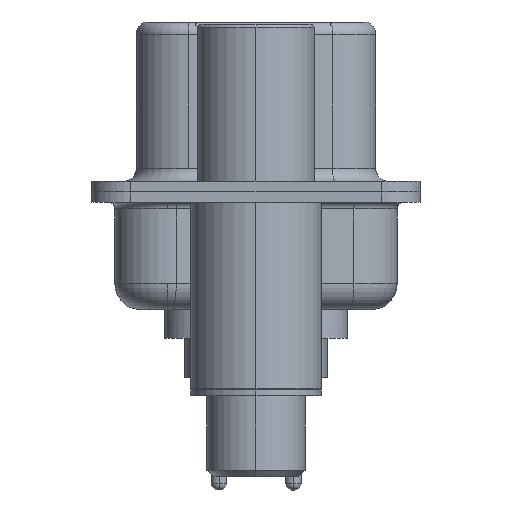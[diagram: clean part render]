
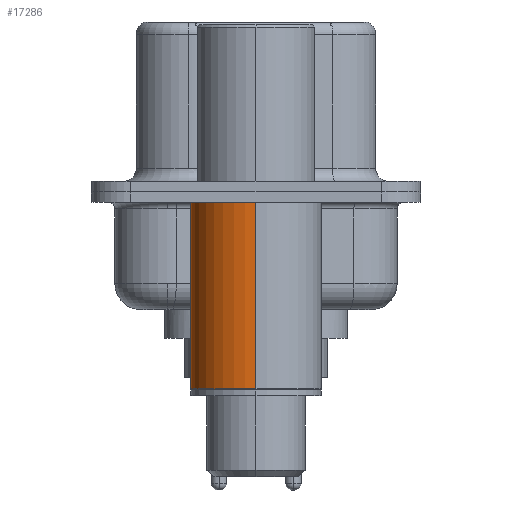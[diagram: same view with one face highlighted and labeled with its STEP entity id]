
A CAD part, left-side view. The second image highlights one B-rep face of the part: STEP entity #17286.
In plain terms, the highlighted cylindrical face has radius 2.5 mm (diameter 5 mm), a partial arc.
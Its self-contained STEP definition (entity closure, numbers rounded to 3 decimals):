
#419 = EDGE_CURVE ( 'NONE', #24431, #21508, #8524, .T. ) ;
#885 = LINE ( 'NONE', #25914, #12714 ) ;
#907 = AXIS2_PLACEMENT_3D ( 'NONE', #10162, #23360, #5735 ) ;
#1565 = LINE ( 'NONE', #4176, #24399 ) ;
#1880 = DIRECTION ( 'NONE',  ( 0., 0., 1. ) ) ;
#4176 = CARTESIAN_POINT ( 'NONE',  ( -2.5, 0., 0.581 ) ) ;
#5735 = DIRECTION ( 'NONE',  ( 1., 0., 0. ) ) ;
#7356 = CARTESIAN_POINT ( 'NONE',  ( 0., 0., -0.4 ) ) ;
#8524 = CIRCLE ( 'NONE', #24746, 2.5 ) ;
#9549 = DIRECTION ( 'NONE',  ( 1., 0., 0. ) ) ;
#10162 = CARTESIAN_POINT ( 'NONE',  ( 0., 0., 0.581 ) ) ;
#10555 = DIRECTION ( 'NONE',  ( 0., 0., 1. ) ) ;
#12714 = VECTOR ( 'NONE', #10555, 1000. ) ;
#13814 = EDGE_CURVE ( 'NONE', #24431, #26128, #885, .T. ) ;
#14152 = EDGE_CURVE ( 'NONE', #26128, #27629, #22059, .T. ) ;
#17088 = FACE_OUTER_BOUND ( 'NONE', #22409, .T. ) ;
#17286 = ADVANCED_FACE ( 'NONE', ( #17088 ), #21577, .T. ) ;
#17477 = ORIENTED_EDGE ( 'NONE', *, *, #419, .T. ) ;
#18714 = DIRECTION ( 'NONE',  ( 1., 0., 0. ) ) ;
#18798 = DIRECTION ( 'NONE',  ( 0., 0., 1. ) ) ;
#18963 = ORIENTED_EDGE ( 'NONE', *, *, #13814, .F. ) ;
#19749 = ORIENTED_EDGE ( 'NONE', *, *, #14152, .F. ) ;
#20720 = ORIENTED_EDGE ( 'NONE', *, *, #25311, .T. ) ;
#21508 = VERTEX_POINT ( 'NONE', #25252 ) ;
#21577 = CYLINDRICAL_SURFACE ( 'NONE', #907, 2.5 ) ;
#22059 = CIRCLE ( 'NONE', #27163, 2.5 ) ;
#22409 = EDGE_LOOP ( 'NONE', ( #17477, #20720, #19749, #18963 ) ) ;
#22459 = CARTESIAN_POINT ( 'NONE',  ( 0., 0., -7.525 ) ) ;
#22791 = DIRECTION ( 'NONE',  ( 0., 0., 1. ) ) ;
#23360 = DIRECTION ( 'NONE',  ( 0., 0., 1. ) ) ;
#24399 = VECTOR ( 'NONE', #1880, 1000. ) ;
#24431 = VERTEX_POINT ( 'NONE', #27812 ) ;
#24732 = CARTESIAN_POINT ( 'NONE',  ( 2.5, 0., -0.4 ) ) ;
#24746 = AXIS2_PLACEMENT_3D ( 'NONE', #22459, #18798, #18714 ) ;
#25252 = CARTESIAN_POINT ( 'NONE',  ( -2.5, 0., -7.525 ) ) ;
#25311 = EDGE_CURVE ( 'NONE', #21508, #27629, #1565, .T. ) ;
#25914 = CARTESIAN_POINT ( 'NONE',  ( 2.5, 0., 0.581 ) ) ;
#26128 = VERTEX_POINT ( 'NONE', #24732 ) ;
#27163 = AXIS2_PLACEMENT_3D ( 'NONE', #7356, #22791, #9549 ) ;
#27629 = VERTEX_POINT ( 'NONE', #28261 ) ;
#27812 = CARTESIAN_POINT ( 'NONE',  ( 2.5, 0., -7.525 ) ) ;
#28261 = CARTESIAN_POINT ( 'NONE',  ( -2.5, 0., -0.4 ) ) ;
